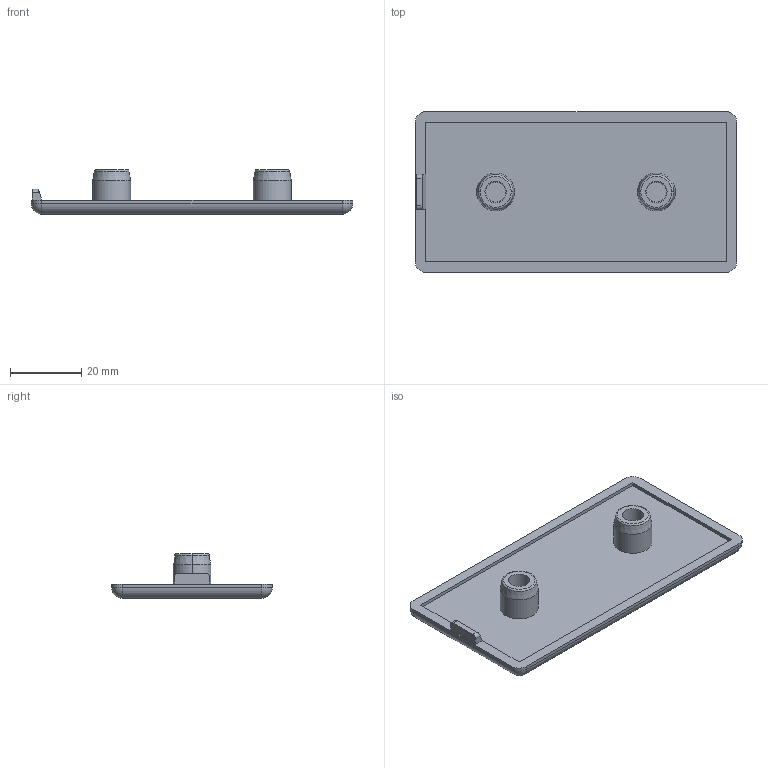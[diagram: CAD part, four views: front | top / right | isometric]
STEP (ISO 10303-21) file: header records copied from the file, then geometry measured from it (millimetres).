
FILE_DESCRIPTION (( 'STEP AP214' ), '1' );
FILE_NAME ('091064.STEP', '2013-12-10T09:23:46', ( '' ), ( '' ), 'SwSTEP 2.0', 'SolidWorks 2012', '' );
FILE_SCHEMA (( 'AUTOMOTIVE_DESIGN' ));
Length unit declared in the file: millimetre
Products named in the file (1): 091064
Bounding box: 90 x 45 x 12.5 mm (x, y, z)
Volume: 13479 mm3; surface area: 10146.7 mm2
Topology: 1 solids, 1 shells, 164 faces, 422 edges, 270 vertices
Faces by surface type: plane 111, cylinder 34, torus 8, cone 4, sphere 4, bspline 3
Entity records: 4979 total; most frequent: CARTESIAN_POINT 934, ORIENTED_EDGE 836, DIRECTION 820, EDGE_CURVE 418, LINE 324, VECTOR 324, VERTEX_POINT 270, AXIS2_PLACEMENT_3D 248
